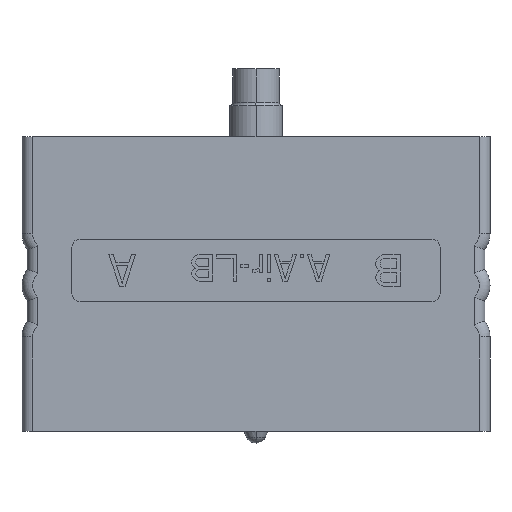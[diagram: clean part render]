
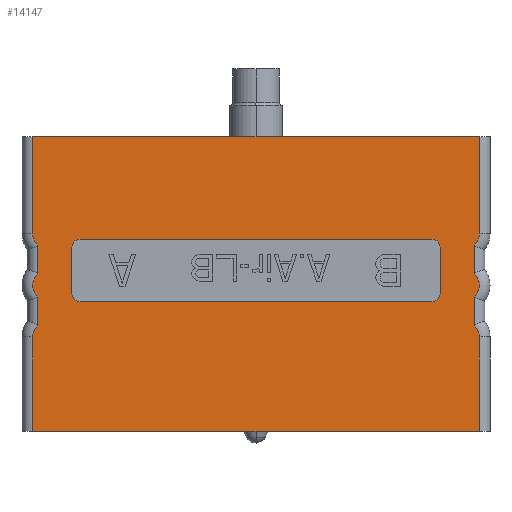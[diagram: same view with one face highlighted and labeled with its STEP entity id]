
A CAD part, front view. The second image highlights one B-rep face of the part: STEP entity #14147.
In plain terms, the highlighted planar face has unit normal (0, -1, 0).
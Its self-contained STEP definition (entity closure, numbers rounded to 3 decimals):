
#1=DIRECTION('',(-1.,0.,0.));
#2=VECTOR('',#1,42.42);
#3=CARTESIAN_POINT('',(21.21,-7.915,-13.865));
#4=LINE('',#3,#2);
#5=DIRECTION('',(1.,0.,0.));
#6=VECTOR('',#5,42.42);
#7=CARTESIAN_POINT('',(-21.21,-7.915,14.125));
#8=LINE('',#7,#6);
#9=DIRECTION('',(0.,0.,1.));
#10=VECTOR('',#9,4.4);
#11=CARTESIAN_POINT('',(17.485,-7.915,-0.79));
#12=LINE('',#11,#10);
#13=CARTESIAN_POINT('',(16.7,-7.915,3.61));
#14=DIRECTION('',(0.,-1.,0.));
#15=DIRECTION('',(1.,0.,0.));
#16=AXIS2_PLACEMENT_3D('',#13,#14,#15);
#18=DIRECTION('',(-1.,0.,0.));
#19=VECTOR('',#18,33.4);
#20=CARTESIAN_POINT('',(16.7,-7.915,4.395));
#21=LINE('',#20,#19);
#22=CARTESIAN_POINT('',(-16.7,-7.915,3.61));
#23=DIRECTION('',(0.,-1.,0.));
#24=DIRECTION('',(0.,0.,1.));
#25=AXIS2_PLACEMENT_3D('',#22,#23,#24);
#27=DIRECTION('',(0.,0.,-1.));
#28=VECTOR('',#27,4.4);
#29=CARTESIAN_POINT('',(-17.485,-7.915,3.61));
#30=LINE('',#29,#28);
#31=CARTESIAN_POINT('',(-16.7,-7.915,-0.79));
#32=DIRECTION('',(0.,-1.,0.));
#33=DIRECTION('',(-1.,0.,0.));
#34=AXIS2_PLACEMENT_3D('',#31,#32,#33);
#36=DIRECTION('',(1.,0.,0.));
#37=VECTOR('',#36,33.4);
#38=CARTESIAN_POINT('',(-16.7,-7.915,-1.575));
#39=LINE('',#38,#37);
#40=CARTESIAN_POINT('',(16.7,-7.915,-0.79));
#41=DIRECTION('',(0.,-1.,0.));
#42=DIRECTION('',(0.,0.,-1.));
#43=AXIS2_PLACEMENT_3D('',#40,#41,#42);
#45=DIRECTION('',(0.,0.,1.));
#46=VECTOR('',#45,9.225);
#47=CARTESIAN_POINT('',(21.21,-7.915,4.9));
#48=LINE('',#47,#46);
#1491=DIRECTION('',(0.,0.,-1.));
#1492=VECTOR('',#1491,9.225);
#1493=CARTESIAN_POINT('',(-21.21,-7.915,14.125));
#1494=LINE('',#1493,#1492);
#1504=CARTESIAN_POINT('',(-19.71,-7.915,4.9));
#1505=DIRECTION('',(0.,-1.,0.));
#1506=DIRECTION('',(-1.,0.,0.));
#1507=AXIS2_PLACEMENT_3D('',#1504,#1505,#1506);
#1519=DIRECTION('',(0.,0.,-1.));
#1520=VECTOR('',#1519,2.664);
#1521=CARTESIAN_POINT('',(-20.71,-7.915,3.782));
#1522=LINE('',#1521,#1520);
#1572=CARTESIAN_POINT('',(-19.71,-7.915,0.));
#1573=DIRECTION('',(0.,-1.,0.));
#1574=DIRECTION('',(-0.667,0.,0.745));
#1575=AXIS2_PLACEMENT_3D('',#1572,#1573,#1574);
#1627=DIRECTION('',(0.,0.,-1.));
#1628=VECTOR('',#1627,2.664);
#1629=CARTESIAN_POINT('',(-20.71,-7.915,-1.118));
#1630=LINE('',#1629,#1628);
#1680=CARTESIAN_POINT('',(-19.71,-7.915,-4.9));
#1681=DIRECTION('',(0.,-1.,0.));
#1682=DIRECTION('',(-0.667,0.,0.745));
#1683=AXIS2_PLACEMENT_3D('',#1680,#1681,#1682);
#1735=DIRECTION('',(0.,0.,-1.));
#1736=VECTOR('',#1735,8.965);
#1737=CARTESIAN_POINT('',(-21.21,-7.915,-4.9));
#1738=LINE('',#1737,#1736);
#1777=DIRECTION('',(0.,0.,1.));
#1778=VECTOR('',#1777,8.965);
#1779=CARTESIAN_POINT('',(21.21,-7.915,-13.865));
#1780=LINE('',#1779,#1778);
#1790=CARTESIAN_POINT('',(19.71,-7.915,-4.9));
#1791=DIRECTION('',(0.,-1.,0.));
#1792=DIRECTION('',(1.,0.,0.));
#1793=AXIS2_PLACEMENT_3D('',#1790,#1791,#1792);
#1805=DIRECTION('',(0.,0.,1.));
#1806=VECTOR('',#1805,2.664);
#1807=CARTESIAN_POINT('',(20.71,-7.915,-3.782));
#1808=LINE('',#1807,#1806);
#1858=CARTESIAN_POINT('',(19.71,-7.915,0.));
#1859=DIRECTION('',(0.,-1.,0.));
#1860=DIRECTION('',(0.667,0.,-0.745));
#1861=AXIS2_PLACEMENT_3D('',#1858,#1859,#1860);
#1913=DIRECTION('',(0.,0.,1.));
#1914=VECTOR('',#1913,2.664);
#1915=CARTESIAN_POINT('',(20.71,-7.915,1.118));
#1916=LINE('',#1915,#1914);
#1966=CARTESIAN_POINT('',(19.71,-7.915,4.9));
#1967=DIRECTION('',(0.,-1.,0.));
#1968=DIRECTION('',(0.667,0.,-0.745));
#1969=AXIS2_PLACEMENT_3D('',#1966,#1967,#1968);
#11616=CARTESIAN_POINT('',(21.21,-7.915,4.9));
#11617=CARTESIAN_POINT('',(21.21,-7.915,14.125));
#11618=VERTEX_POINT('',#11616);
#11619=VERTEX_POINT('',#11617);
#11624=CARTESIAN_POINT('',(20.71,-7.915,3.782));
#11625=VERTEX_POINT('',#11624);
#11628=CARTESIAN_POINT('',(20.71,-7.915,1.118));
#11629=VERTEX_POINT('',#11628);
#11632=CARTESIAN_POINT('',(20.71,-7.915,-1.118));
#11633=VERTEX_POINT('',#11632);
#11636=CARTESIAN_POINT('',(20.71,-7.915,-3.782));
#11637=VERTEX_POINT('',#11636);
#11640=CARTESIAN_POINT('',(21.21,-7.915,-4.9));
#11641=VERTEX_POINT('',#11640);
#11644=CARTESIAN_POINT('',(21.21,-7.915,-13.865));
#11645=VERTEX_POINT('',#11644);
#11648=CARTESIAN_POINT('',(-21.21,-7.915,14.125));
#11649=VERTEX_POINT('',#11648);
#11650=CARTESIAN_POINT('',(-21.21,-7.915,-13.865));
#11651=VERTEX_POINT('',#11650);
#11684=CARTESIAN_POINT('',(-21.21,-7.915,-4.9));
#11685=VERTEX_POINT('',#11684);
#11690=CARTESIAN_POINT('',(-20.71,-7.915,-3.782));
#11691=VERTEX_POINT('',#11690);
#11694=CARTESIAN_POINT('',(-20.71,-7.915,-1.118));
#11695=VERTEX_POINT('',#11694);
#11698=CARTESIAN_POINT('',(-20.71,-7.915,1.118));
#11699=VERTEX_POINT('',#11698);
#11702=CARTESIAN_POINT('',(-20.71,-7.915,3.782));
#11703=VERTEX_POINT('',#11702);
#11706=CARTESIAN_POINT('',(-21.21,-7.915,4.9));
#11707=VERTEX_POINT('',#11706);
#12218=CARTESIAN_POINT('',(17.485,-7.915,-0.79));
#12219=CARTESIAN_POINT('',(17.485,-7.915,3.61));
#12220=VERTEX_POINT('',#12218);
#12221=VERTEX_POINT('',#12219);
#12222=CARTESIAN_POINT('',(16.7,-7.915,4.395));
#12223=VERTEX_POINT('',#12222);
#12224=CARTESIAN_POINT('',(-16.7,-7.915,4.395));
#12225=VERTEX_POINT('',#12224);
#12226=CARTESIAN_POINT('',(-17.485,-7.915,3.61));
#12227=VERTEX_POINT('',#12226);
#12228=CARTESIAN_POINT('',(-17.485,-7.915,-0.79));
#12229=VERTEX_POINT('',#12228);
#12230=CARTESIAN_POINT('',(-16.7,-7.915,-1.575));
#12231=VERTEX_POINT('',#12230);
#12232=CARTESIAN_POINT('',(16.7,-7.915,-1.575));
#12233=VERTEX_POINT('',#12232);
#14090=CARTESIAN_POINT('',(0.,-7.915,0.));
#14091=DIRECTION('',(0.,1.,0.));
#14092=DIRECTION('',(1.,0.,0.));
#14093=AXIS2_PLACEMENT_3D('',#14090,#14091,#14092);
#14094=PLANE('',#14093);
#14096=ORIENTED_EDGE('',*,*,#14095,.F.);
#14098=ORIENTED_EDGE('',*,*,#14097,.F.);
#14100=ORIENTED_EDGE('',*,*,#14099,.F.);
#14102=ORIENTED_EDGE('',*,*,#14101,.F.);
#14104=ORIENTED_EDGE('',*,*,#14103,.F.);
#14106=ORIENTED_EDGE('',*,*,#14105,.F.);
#14108=ORIENTED_EDGE('',*,*,#14107,.F.);
#14110=ORIENTED_EDGE('',*,*,#14109,.T.);
#14112=ORIENTED_EDGE('',*,*,#14111,.F.);
#14114=ORIENTED_EDGE('',*,*,#14113,.F.);
#14116=ORIENTED_EDGE('',*,*,#14115,.F.);
#14118=ORIENTED_EDGE('',*,*,#14117,.F.);
#14120=ORIENTED_EDGE('',*,*,#14119,.F.);
#14122=ORIENTED_EDGE('',*,*,#14121,.F.);
#14124=ORIENTED_EDGE('',*,*,#14123,.F.);
#14126=ORIENTED_EDGE('',*,*,#14125,.T.);
#14127=EDGE_LOOP('',(#14096,#14098,#14100,#14102,#14104,#14106,#14108,#14110,
#14112,#14114,#14116,#14118,#14120,#14122,#14124,#14126));
#14128=FACE_OUTER_BOUND('',#14127,.F.);
#14130=ORIENTED_EDGE('',*,*,#14129,.T.);
#14132=ORIENTED_EDGE('',*,*,#14131,.T.);
#14134=ORIENTED_EDGE('',*,*,#14133,.T.);
#14136=ORIENTED_EDGE('',*,*,#14135,.T.);
#14138=ORIENTED_EDGE('',*,*,#14137,.T.);
#14140=ORIENTED_EDGE('',*,*,#14139,.T.);
#14142=ORIENTED_EDGE('',*,*,#14141,.T.);
#14144=ORIENTED_EDGE('',*,*,#14143,.T.);
#14145=EDGE_LOOP('',(#14130,#14132,#14134,#14136,#14138,#14140,#14142,#14144));
#14146=FACE_BOUND('',#14145,.F.);
#14147=ADVANCED_FACE('',(#14128,#14146),#14094,.F.);
#17=CIRCLE('',#16,0.785);
#26=CIRCLE('',#25,0.785);
#35=CIRCLE('',#34,0.785);
#44=CIRCLE('',#43,0.785);
#1508=CIRCLE('',#1507,1.5);
#1576=CIRCLE('',#1575,1.5);
#1684=CIRCLE('',#1683,1.5);
#1794=CIRCLE('',#1793,1.5);
#1862=CIRCLE('',#1861,1.5);
#1970=CIRCLE('',#1969,1.5);
#14095=EDGE_CURVE('',#11618,#11619,#48,.T.);
#14097=EDGE_CURVE('',#11625,#11618,#1970,.T.);
#14099=EDGE_CURVE('',#11629,#11625,#1916,.T.);
#14101=EDGE_CURVE('',#11633,#11629,#1862,.T.);
#14103=EDGE_CURVE('',#11637,#11633,#1808,.T.);
#14105=EDGE_CURVE('',#11641,#11637,#1794,.T.);
#14107=EDGE_CURVE('',#11645,#11641,#1780,.T.);
#14109=EDGE_CURVE('',#11645,#11651,#4,.T.);
#14111=EDGE_CURVE('',#11685,#11651,#1738,.T.);
#14113=EDGE_CURVE('',#11691,#11685,#1684,.T.);
#14115=EDGE_CURVE('',#11695,#11691,#1630,.T.);
#14117=EDGE_CURVE('',#11699,#11695,#1576,.T.);
#14119=EDGE_CURVE('',#11703,#11699,#1522,.T.);
#14121=EDGE_CURVE('',#11707,#11703,#1508,.T.);
#14123=EDGE_CURVE('',#11649,#11707,#1494,.T.);
#14125=EDGE_CURVE('',#11649,#11619,#8,.T.);
#14129=EDGE_CURVE('',#12220,#12221,#12,.T.);
#14131=EDGE_CURVE('',#12221,#12223,#17,.T.);
#14133=EDGE_CURVE('',#12223,#12225,#21,.T.);
#14135=EDGE_CURVE('',#12225,#12227,#26,.T.);
#14137=EDGE_CURVE('',#12227,#12229,#30,.T.);
#14139=EDGE_CURVE('',#12229,#12231,#35,.T.);
#14141=EDGE_CURVE('',#12231,#12233,#39,.T.);
#14143=EDGE_CURVE('',#12233,#12220,#44,.T.);
